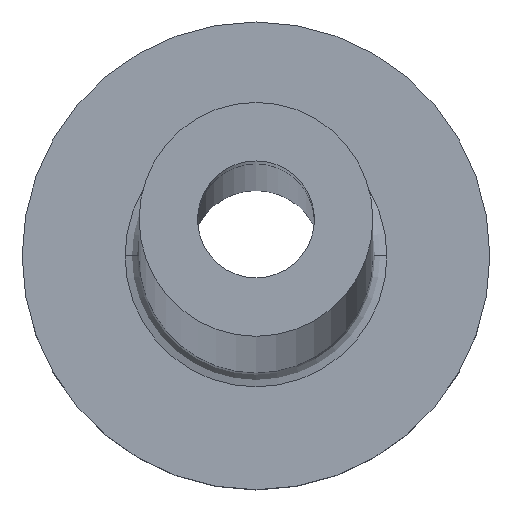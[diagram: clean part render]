
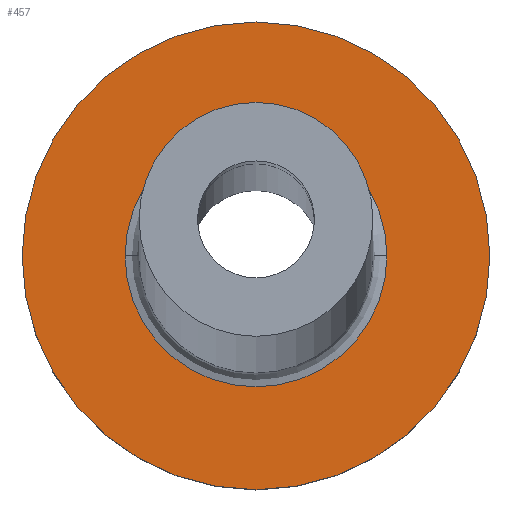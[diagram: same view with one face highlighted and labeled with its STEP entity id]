
A CAD part, top view. The second image highlights one B-rep face of the part: STEP entity #457.
In plain terms, the highlighted planar face has unit normal (0, 0, 1).
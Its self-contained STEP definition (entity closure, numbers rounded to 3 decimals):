
#7 = FACE_BOUND ( 'NONE', #71, .T. ) ;
#27 = VERTEX_POINT ( 'NONE', #55 ) ;
#30 = ORIENTED_EDGE ( 'NONE', *, *, #54, .T. ) ;
#41 = PLANE ( 'NONE',  #284 ) ;
#46 = CARTESIAN_POINT ( 'NONE',  ( 2.8, 0., 3. ) ) ;
#47 = VERTEX_POINT ( 'NONE', #169 ) ;
#54 = EDGE_CURVE ( 'NONE', #428, #27, #302, .T. ) ;
#55 = CARTESIAN_POINT ( 'NONE',  ( -5., 0., 3. ) ) ;
#58 = DIRECTION ( 'NONE',  ( 1., 0., 0. ) ) ;
#71 = EDGE_LOOP ( 'NONE', ( #220, #85 ) ) ;
#82 = EDGE_CURVE ( 'NONE', #361, #47, #454, .T. ) ;
#85 = ORIENTED_EDGE ( 'NONE', *, *, #449, .T. ) ;
#87 = DIRECTION ( 'NONE',  ( 0., 0., -1. ) ) ;
#89 = CARTESIAN_POINT ( 'NONE',  ( 5., 0., 3. ) ) ;
#114 = AXIS2_PLACEMENT_3D ( 'NONE', #192, #87, #362 ) ;
#118 = AXIS2_PLACEMENT_3D ( 'NONE', #338, #270, #58 ) ;
#146 = EDGE_LOOP ( 'NONE', ( #433, #30 ) ) ;
#156 = FACE_OUTER_BOUND ( 'NONE', #146, .T. ) ;
#169 = CARTESIAN_POINT ( 'NONE',  ( -2.8, 0., 3. ) ) ;
#192 = CARTESIAN_POINT ( 'NONE',  ( 0., 0., 3. ) ) ;
#220 = ORIENTED_EDGE ( 'NONE', *, *, #82, .T. ) ;
#235 = AXIS2_PLACEMENT_3D ( 'NONE', #442, #446, #276 ) ;
#254 = DIRECTION ( 'NONE',  ( 0., 0., 1. ) ) ;
#270 = DIRECTION ( 'NONE',  ( 0., 0., -1. ) ) ;
#271 = CIRCLE ( 'NONE', #299, 5. ) ;
#276 = DIRECTION ( 'NONE',  ( 1., 0., 0. ) ) ;
#284 = AXIS2_PLACEMENT_3D ( 'NONE', #365, #254, #397 ) ;
#290 = CIRCLE ( 'NONE', #114, 2.8 ) ;
#299 = AXIS2_PLACEMENT_3D ( 'NONE', #394, #400, #367 ) ;
#302 = CIRCLE ( 'NONE', #235, 5. ) ;
#338 = CARTESIAN_POINT ( 'NONE',  ( 0., 0., 3. ) ) ;
#361 = VERTEX_POINT ( 'NONE', #46 ) ;
#362 = DIRECTION ( 'NONE',  ( 1., 0., 0. ) ) ;
#365 = CARTESIAN_POINT ( 'NONE',  ( 0., 0., 3. ) ) ;
#367 = DIRECTION ( 'NONE',  ( 1., 0., 0. ) ) ;
#394 = CARTESIAN_POINT ( 'NONE',  ( 0., 0., 3. ) ) ;
#397 = DIRECTION ( 'NONE',  ( 1., 0., 0. ) ) ;
#400 = DIRECTION ( 'NONE',  ( 0., 0., 1. ) ) ;
#418 = EDGE_CURVE ( 'NONE', #27, #428, #271, .T. ) ;
#428 = VERTEX_POINT ( 'NONE', #89 ) ;
#433 = ORIENTED_EDGE ( 'NONE', *, *, #418, .T. ) ;
#442 = CARTESIAN_POINT ( 'NONE',  ( 0., 0., 3. ) ) ;
#446 = DIRECTION ( 'NONE',  ( 0., 0., 1. ) ) ;
#449 = EDGE_CURVE ( 'NONE', #47, #361, #290, .T. ) ;
#454 = CIRCLE ( 'NONE', #118, 2.8 ) ;
#457 = ADVANCED_FACE ( 'NONE', ( #7, #156 ), #41, .T. ) ;
